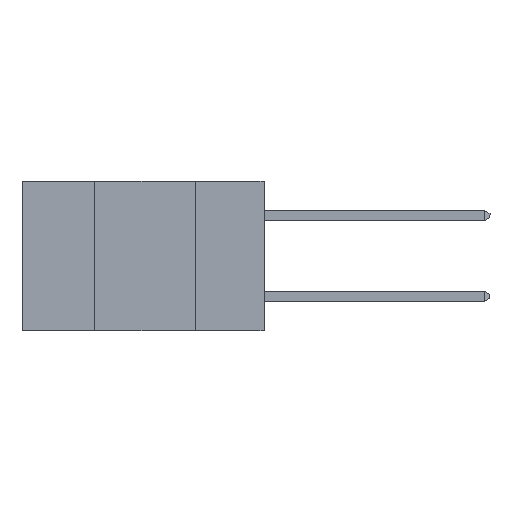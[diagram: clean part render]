
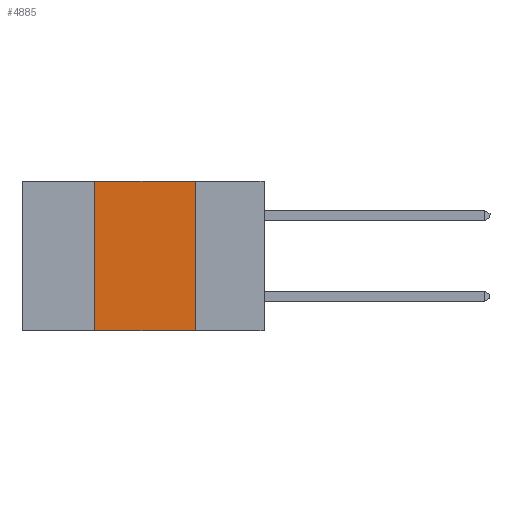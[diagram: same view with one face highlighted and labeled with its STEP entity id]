
A CAD part, left-side view. The second image highlights one B-rep face of the part: STEP entity #4885.
In plain terms, the highlighted planar face has unit normal (-1, 0, 0).
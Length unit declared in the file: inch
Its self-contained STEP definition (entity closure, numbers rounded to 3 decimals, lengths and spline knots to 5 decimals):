
#142 = CARTESIAN_POINT ( 'NONE',  ( 0., 0.42, 0. ) ) ;
#267 = DIRECTION ( 'NONE',  ( 0., 0., -1. ) ) ;
#282 = DIRECTION ( 'NONE',  ( 1., 0., 0. ) ) ;
#343 = DIRECTION ( 'NONE',  ( 0., -1., 0. ) ) ;
#672 = CARTESIAN_POINT ( 'NONE',  ( 0., 0.6, 0. ) ) ;
#1681 = AXIS2_PLACEMENT_3D ( 'NONE', #2834, #282, #267 ) ;
#1846 = CARTESIAN_POINT ( 'NONE',  ( 0., 0.17, -0.37 ) ) ;
#2016 = CARTESIAN_POINT ( 'NONE',  ( 0., 0.17, 0. ) ) ;
#2139 = EDGE_CURVE ( 'NONE', #8237, #4415, #9530, .T. ) ;
#2584 = CARTESIAN_POINT ( 'NONE',  ( 0., 0.17, 0. ) ) ;
#2834 = CARTESIAN_POINT ( 'NONE',  ( 0., 0.6, 0. ) ) ;
#2841 = VECTOR ( 'NONE', #343, 39.37008 ) ;
#2848 = DIRECTION ( 'NONE',  ( 0., 0., -1. ) ) ;
#3064 = LINE ( 'NONE', #9298, #7387 ) ;
#3116 = PLANE ( 'NONE',  #1681 ) ;
#3445 = LINE ( 'NONE', #142, #5767 ) ;
#4409 = CARTESIAN_POINT ( 'NONE',  ( 0., 0.42, -0.37 ) ) ;
#4415 = VERTEX_POINT ( 'NONE', #2584 ) ;
#4435 = EDGE_LOOP ( 'NONE', ( #9206, #10231, #10255, #9833 ) ) ;
#4667 = EDGE_CURVE ( 'NONE', #10146, #7004, #3064, .T. ) ;
#4885 = ADVANCED_FACE ( 'NONE', ( #7241 ), #3116, .F. ) ;
#5767 = VECTOR ( 'NONE', #6179, 39.37008 ) ;
#5909 = EDGE_CURVE ( 'NONE', #10146, #8237, #3445, .T. ) ;
#6179 = DIRECTION ( 'NONE',  ( 0., 0., 1. ) ) ;
#7004 = VERTEX_POINT ( 'NONE', #1846 ) ;
#7241 = FACE_OUTER_BOUND ( 'NONE', #4435, .T. ) ;
#7387 = VECTOR ( 'NONE', #9280, 39.37008 ) ;
#8160 = CARTESIAN_POINT ( 'NONE',  ( 0., 0.42, 0. ) ) ;
#8237 = VERTEX_POINT ( 'NONE', #8160 ) ;
#9206 = ORIENTED_EDGE ( 'NONE', *, *, #10264, .F. ) ;
#9280 = DIRECTION ( 'NONE',  ( 0., -1., 0. ) ) ;
#9298 = CARTESIAN_POINT ( 'NONE',  ( 0., 0.6, -0.37 ) ) ;
#9530 = LINE ( 'NONE', #672, #2841 ) ;
#9833 = ORIENTED_EDGE ( 'NONE', *, *, #4667, .T. ) ;
#9987 = VECTOR ( 'NONE', #2848, 39.37008 ) ;
#10146 = VERTEX_POINT ( 'NONE', #4409 ) ;
#10231 = ORIENTED_EDGE ( 'NONE', *, *, #2139, .F. ) ;
#10255 = ORIENTED_EDGE ( 'NONE', *, *, #5909, .F. ) ;
#10264 = EDGE_CURVE ( 'NONE', #4415, #7004, #10455, .T. ) ;
#10455 = LINE ( 'NONE', #2016, #9987 ) ;
